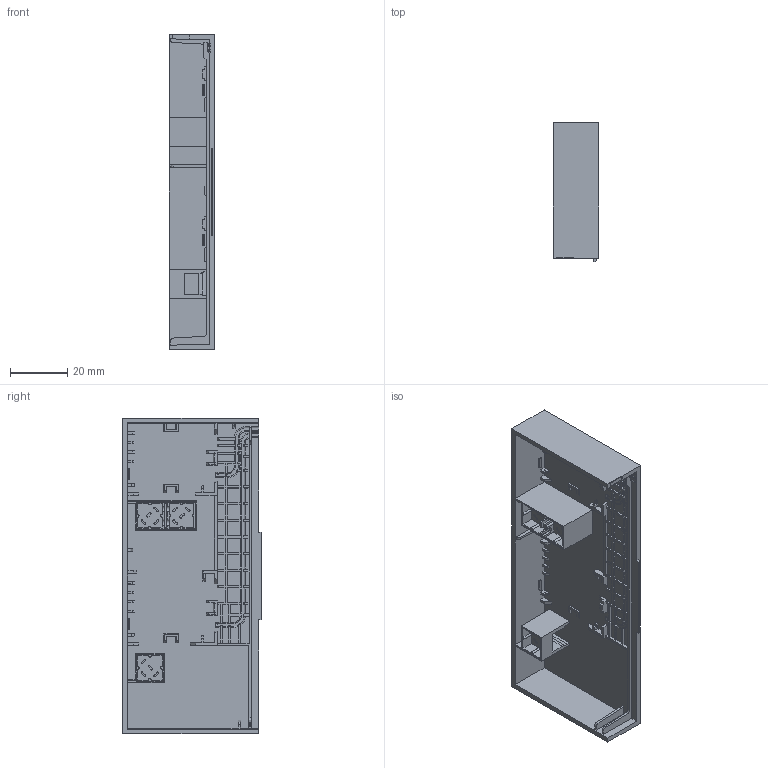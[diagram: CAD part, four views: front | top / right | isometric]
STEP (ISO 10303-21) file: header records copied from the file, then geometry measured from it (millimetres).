
FILE_DESCRIPTION(/* description */ (''),/* implementation_level */ '2;1');
FILE_NAME(/* name */ 'PCIE_COVER_CONCORD.stp',/* time_stamp */ '2023-11-01T20:45:51+03:00',/* author */ (''),/* organization */ (''),/* preprocessor_version */ 'ST-DEVELOPER v16.7',/* originating_system */ 'SIEMENS PLM Software NX 12.0',/* authorisation */ '');
FILE_SCHEMA (('AUTOMOTIVE_DESIGN { 1 0 10303 214 3 1 1 1 }'));
Length unit declared in the file: millimetre
Products named in the file (1): PCIE_COVER_CONCORD
Bounding box: 15.95 x 48.35 x 110 mm (x, y, z)
Volume: 16305.4 mm3; surface area: 20875.4 mm2
Topology: 1 solids, 1 shells, 848 faces, 2363 edges, 1546 vertices
Faces by surface type: plane 640, cone 79, cylinder 56, bspline 52, extrusion 21
Entity records: 33741 total; most frequent: CARTESIAN_POINT 8352, ORIENTED_EDGE 4726, DIRECTION 3963, EDGE_CURVE 2363, VECTOR 1875, LINE 1854, VERTEX_POINT 1546, AXIS2_PLACEMENT_3D 1044
